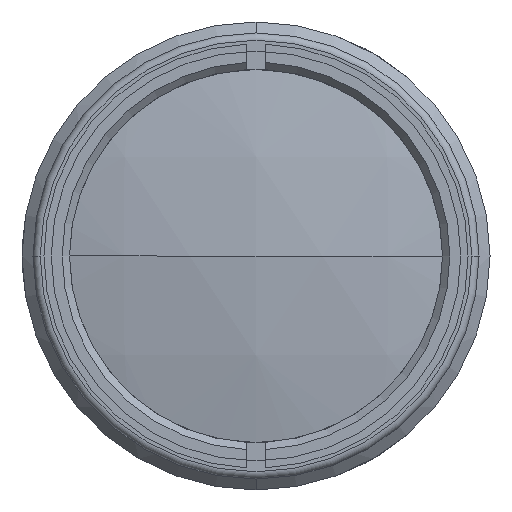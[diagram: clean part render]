
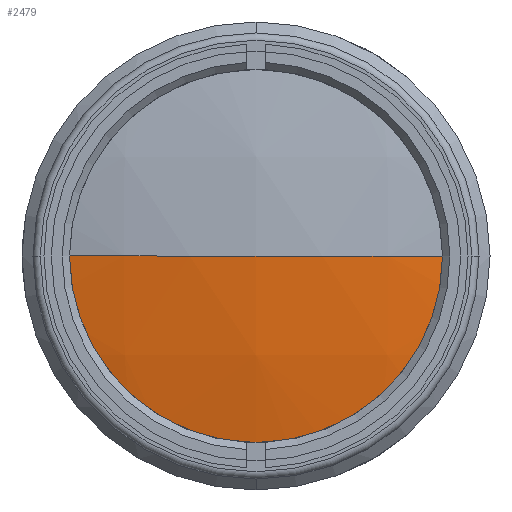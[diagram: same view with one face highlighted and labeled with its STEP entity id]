
A CAD part, left-side view. The second image highlights one B-rep face of the part: STEP entity #2479.
In plain terms, the highlighted spherical face has radius 124 mm.
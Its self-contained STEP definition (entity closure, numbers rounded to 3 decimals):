
#357 = EDGE_CURVE ( 'NONE', #3240, #2552, #665, .T. ) ;
#480 = DIRECTION ( 'NONE',  ( -1., 0., 0. ) ) ;
#600 = DIRECTION ( 'NONE',  ( 0., 1., 0. ) ) ;
#633 = DIRECTION ( 'NONE',  ( 0., 1., 0. ) ) ;
#665 = CIRCLE ( 'NONE', #1993, 124. ) ;
#1066 = AXIS2_PLACEMENT_3D ( 'NONE', #1455, #4404, #633 ) ;
#1433 = ORIENTED_EDGE ( 'NONE', *, *, #3215, .T. ) ;
#1455 = CARTESIAN_POINT ( 'NONE',  ( 16.66, 0., 0. ) ) ;
#1490 = ORIENTED_EDGE ( 'NONE', *, *, #1646, .T. ) ;
#1500 = AXIS2_PLACEMENT_3D ( 'NONE', #4858, #4371, #600 ) ;
#1646 = EDGE_CURVE ( 'NONE', #3240, #4172, #3254, .T. ) ;
#1678 = CARTESIAN_POINT ( 'NONE',  ( -107.34, 0., 0. ) ) ;
#1758 = CARTESIAN_POINT ( 'NONE',  ( 16.66, 0., 0. ) ) ;
#1993 = AXIS2_PLACEMENT_3D ( 'NONE', #1758, #3062, #4263 ) ;
#2141 = DIRECTION ( 'NONE',  ( 0., 0., 1. ) ) ;
#2473 = CARTESIAN_POINT ( 'NONE',  ( -104.365, 0., 0. ) ) ;
#2479 = ADVANCED_FACE ( 'NONE', ( #4890 ), #2696, .T. ) ;
#2552 = VERTEX_POINT ( 'NONE', #1678 ) ;
#2696 = SPHERICAL_SURFACE ( 'NONE', #1500, 124. ) ;
#3012 = EDGE_LOOP ( 'NONE', ( #1490, #1433, #3654 ) ) ;
#3062 = DIRECTION ( 'NONE',  ( 0., 0., 1. ) ) ;
#3215 = EDGE_CURVE ( 'NONE', #4172, #2552, #3290, .T. ) ;
#3240 = VERTEX_POINT ( 'NONE', #3343 ) ;
#3254 = CIRCLE ( 'NONE', #5253, 27. ) ;
#3290 = CIRCLE ( 'NONE', #1066, 124. ) ;
#3343 = CARTESIAN_POINT ( 'NONE',  ( -104.365, 27., 0. ) ) ;
#3654 = ORIENTED_EDGE ( 'NONE', *, *, #357, .F. ) ;
#4172 = VERTEX_POINT ( 'NONE', #4494 ) ;
#4263 = DIRECTION ( 'NONE',  ( 0., -1., 0. ) ) ;
#4371 = DIRECTION ( 'NONE',  ( 0., 0., -1. ) ) ;
#4404 = DIRECTION ( 'NONE',  ( 0., 0., -1. ) ) ;
#4494 = CARTESIAN_POINT ( 'NONE',  ( -104.365, -27., 0. ) ) ;
#4858 = CARTESIAN_POINT ( 'NONE',  ( 16.66, 0., 0. ) ) ;
#4890 = FACE_OUTER_BOUND ( 'NONE', #3012, .T. ) ;
#5253 = AXIS2_PLACEMENT_3D ( 'NONE', #2473, #480, #2141 ) ;
